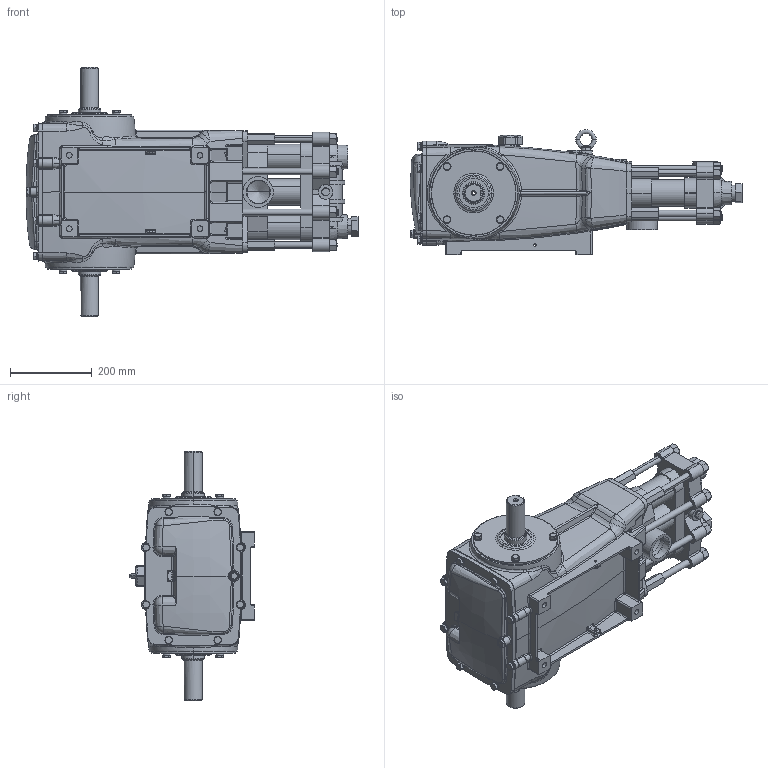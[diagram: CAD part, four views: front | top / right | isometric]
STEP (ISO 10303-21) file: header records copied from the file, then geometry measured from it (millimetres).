
FILE_DESCRIPTION (( 'STEP AP203' ), '1' );
FILE_NAME ('6020.STEP', '2022-06-03T18:52:25', ( '' ), ( '' ), 'SwSTEP 2.0', 'SolidWorks 2021', '' );
FILE_SCHEMA (( 'CONFIG_CONTROL_DESIGN' ));
Products named in the file (1): 6020
Bounding box: 813.18 x 306 x 610 mm (x, y, z)
Surface area: 1393984.2 mm2 (no closed solid volume)
Topology: 0 solids, 86 shells, 1463 faces, 4284 edges, 2791 vertices
Faces by surface type: plane 426, cylinder 425, bspline 322, cone 143, torus 106, sphere 41
Entity records: 69053 total; most frequent: CARTESIAN_POINT 33083, ORIENTED_EDGE 7410, DIRECTION 7143, EDGE_CURVE 4226, AXIS2_PLACEMENT_3D 2941, VERTEX_POINT 2771, CIRCLE 1799, EDGE_LOOP 1641
